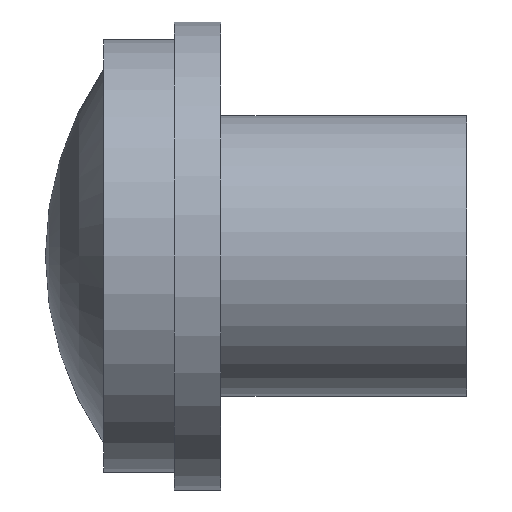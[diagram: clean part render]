
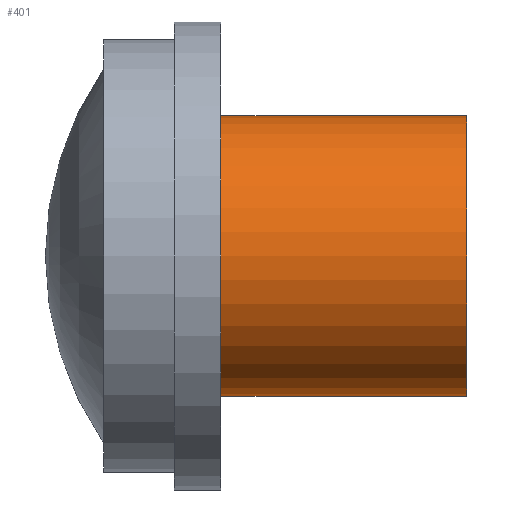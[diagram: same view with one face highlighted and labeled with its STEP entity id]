
A CAD part, left-side view. The second image highlights one B-rep face of the part: STEP entity #401.
In plain terms, the highlighted cylindrical face has radius 6 mm (diameter 12 mm), a partial arc.
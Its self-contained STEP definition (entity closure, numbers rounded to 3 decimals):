
#33 = AXIS2_PLACEMENT_3D ( 'NONE', #36, #456, #94 ) ;
#36 = CARTESIAN_POINT ( 'NONE',  ( 0., 0., 0. ) ) ;
#43 = LINE ( 'NONE', #75, #227 ) ;
#60 = ORIENTED_EDGE ( 'NONE', *, *, #742, .F. ) ;
#61 = CARTESIAN_POINT ( 'NONE',  ( 0., 10.5, -6. ) ) ;
#72 = VERTEX_POINT ( 'NONE', #61 ) ;
#74 = DIRECTION ( 'NONE',  ( 0., -1., 0. ) ) ;
#75 = CARTESIAN_POINT ( 'NONE',  ( 0., 10.5, -6. ) ) ;
#80 = LINE ( 'NONE', #379, #748 ) ;
#94 = DIRECTION ( 'NONE',  ( 0., 0., 1. ) ) ;
#96 = AXIS2_PLACEMENT_3D ( 'NONE', #119, #801, #493 ) ;
#108 = AXIS2_PLACEMENT_3D ( 'NONE', #713, #733, #716 ) ;
#110 = EDGE_CURVE ( 'NONE', #750, #681, #80, .T. ) ;
#119 = CARTESIAN_POINT ( 'NONE',  ( 0., 10.5, 0. ) ) ;
#135 = DIRECTION ( 'NONE',  ( 0., -1., 0. ) ) ;
#148 = ORIENTED_EDGE ( 'NONE', *, *, #247, .T. ) ;
#227 = VECTOR ( 'NONE', #135, 1000. ) ;
#247 = EDGE_CURVE ( 'NONE', #678, #681, #395, .T. ) ;
#291 = FACE_OUTER_BOUND ( 'NONE', #616, .T. ) ;
#322 = ORIENTED_EDGE ( 'NONE', *, *, #110, .F. ) ;
#379 = CARTESIAN_POINT ( 'NONE',  ( 0., 10.5, 6. ) ) ;
#395 = CIRCLE ( 'NONE', #33, 6. ) ;
#401 = ADVANCED_FACE ( 'NONE', ( #291 ), #597, .T. ) ;
#439 = ORIENTED_EDGE ( 'NONE', *, *, #639, .T. ) ;
#456 = DIRECTION ( 'NONE',  ( 0., 1., 0. ) ) ;
#493 = DIRECTION ( 'NONE',  ( 0., 0., -1. ) ) ;
#531 = CARTESIAN_POINT ( 'NONE',  ( 0., 0., -6. ) ) ;
#546 = CARTESIAN_POINT ( 'NONE',  ( 0., 0., 6. ) ) ;
#597 = CYLINDRICAL_SURFACE ( 'NONE', #96, 6. ) ;
#616 = EDGE_LOOP ( 'NONE', ( #322, #60, #439, #148 ) ) ;
#639 = EDGE_CURVE ( 'NONE', #72, #678, #43, .T. ) ;
#678 = VERTEX_POINT ( 'NONE', #531 ) ;
#681 = VERTEX_POINT ( 'NONE', #546 ) ;
#713 = CARTESIAN_POINT ( 'NONE',  ( 0., 10.5, 0. ) ) ;
#716 = DIRECTION ( 'NONE',  ( 0., 0., 1. ) ) ;
#733 = DIRECTION ( 'NONE',  ( 0., 1., 0. ) ) ;
#742 = EDGE_CURVE ( 'NONE', #72, #750, #817, .T. ) ;
#748 = VECTOR ( 'NONE', #74, 1000. ) ;
#750 = VERTEX_POINT ( 'NONE', #808 ) ;
#801 = DIRECTION ( 'NONE',  ( 0., -1., 0. ) ) ;
#808 = CARTESIAN_POINT ( 'NONE',  ( 0., 10.5, 6. ) ) ;
#817 = CIRCLE ( 'NONE', #108, 6. ) ;
